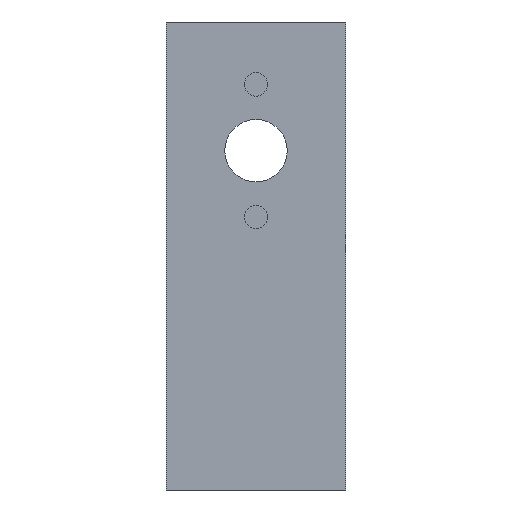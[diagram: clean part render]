
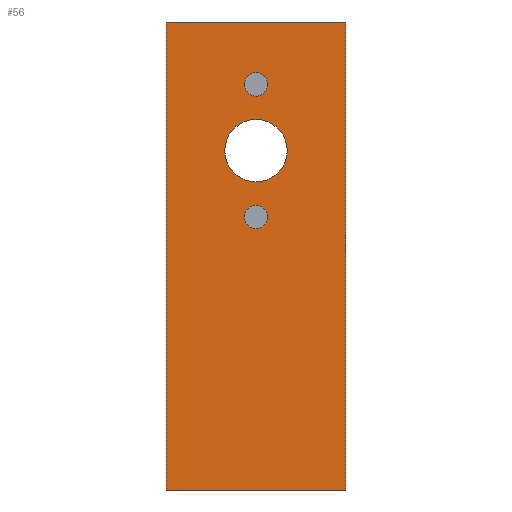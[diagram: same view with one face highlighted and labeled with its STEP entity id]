
A CAD part, left-side view. The second image highlights one B-rep face of the part: STEP entity #56.
In plain terms, the highlighted planar face has unit normal (-1, 0, 0).
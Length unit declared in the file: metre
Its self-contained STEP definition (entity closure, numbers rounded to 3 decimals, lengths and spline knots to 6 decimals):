
#56 = ADVANCED_FACE( '', ( #120, #121, #122, #123 ), #124, .T. );
#120 = FACE_BOUND( '', #205, .T. );
#121 = FACE_BOUND( '', #206, .T. );
#122 = FACE_BOUND( '', #207, .T. );
#123 = FACE_OUTER_BOUND( '', #208, .T. );
#124 = PLANE( '', #209 );
#205 = EDGE_LOOP( '', ( #318 ) );
#206 = EDGE_LOOP( '', ( #319 ) );
#207 = EDGE_LOOP( '', ( #320 ) );
#208 = EDGE_LOOP( '', ( #321, #322, #323, #324 ) );
#209 = AXIS2_PLACEMENT_3D( '', #325, #326, #327 );
#318 = ORIENTED_EDGE( '', *, *, #444, .F. );
#319 = ORIENTED_EDGE( '', *, *, #441, .F. );
#320 = ORIENTED_EDGE( '', *, *, #445, .F. );
#321 = ORIENTED_EDGE( '', *, *, #446, .F. );
#322 = ORIENTED_EDGE( '', *, *, #429, .F. );
#323 = ORIENTED_EDGE( '', *, *, #447, .T. );
#324 = ORIENTED_EDGE( '', *, *, #432, .T. );
#325 = CARTESIAN_POINT( '', ( -0.03, 0., 0.005 ) );
#326 = DIRECTION( '', ( -1., 0., 0. ) );
#327 = DIRECTION( '', ( 0., 0., 1. ) );
#429 = EDGE_CURVE( '', #499, #491, #501, .T. );
#432 = EDGE_CURVE( '', #505, #503, #506, .T. );
#441 = EDGE_CURVE( '', #520, #520, #521, .T. );
#444 = EDGE_CURVE( '', #525, #525, #526, .T. );
#445 = EDGE_CURVE( '', #527, #527, #528, .T. );
#446 = EDGE_CURVE( '', #491, #503, #529, .T. );
#447 = EDGE_CURVE( '', #499, #505, #530, .T. );
#491 = VERTEX_POINT( '', #588 );
#499 = VERTEX_POINT( '', #600 );
#501 = LINE( '', #603, #604 );
#503 = VERTEX_POINT( '', #606 );
#505 = VERTEX_POINT( '', #609 );
#506 = LINE( '', #610, #611 );
#520 = VERTEX_POINT( '', #629 );
#521 = CIRCLE( '', #630, 0.0015 );
#525 = VERTEX_POINT( '', #634 );
#526 = CIRCLE( '', #635, 0.0015 );
#527 = VERTEX_POINT( '', #636 );
#528 = CIRCLE( '', #637, 0.004 );
#529 = LINE( '', #638, #639 );
#530 = LINE( '', #640, #641 );
#588 = CARTESIAN_POINT( '', ( -0.03, -0.0115, 0. ) );
#600 = CARTESIAN_POINT( '', ( -0.03, -0.0115, 0.06 ) );
#603 = CARTESIAN_POINT( '', ( -0.03, -0.0115, 0.005 ) );
#604 = VECTOR( '', #693, 1. );
#606 = CARTESIAN_POINT( '', ( -0.03, 0.0115, 0. ) );
#609 = CARTESIAN_POINT( '', ( -0.03, 0.0115, 0.06 ) );
#610 = CARTESIAN_POINT( '', ( -0.03, 0.0115, 0.005 ) );
#611 = VECTOR( '', #695, 1. );
#629 = CARTESIAN_POINT( '', ( -0.03, 0., 0.0365 ) );
#630 = AXIS2_PLACEMENT_3D( '', #706, #707, #708 );
#634 = CARTESIAN_POINT( '', ( -0.03, 0., 0.0535 ) );
#635 = AXIS2_PLACEMENT_3D( '', #712, #713, #714 );
#636 = CARTESIAN_POINT( '', ( -0.03, 0., 0.0475 ) );
#637 = AXIS2_PLACEMENT_3D( '', #715, #716, #717 );
#638 = CARTESIAN_POINT( '', ( -0.03, 0., 0. ) );
#639 = VECTOR( '', #718, 1. );
#640 = CARTESIAN_POINT( '', ( -0.03, 0., 0.06 ) );
#641 = VECTOR( '', #719, 1. );
#693 = DIRECTION( '', ( 0., 0., -1. ) );
#695 = DIRECTION( '', ( 0., 0., -1. ) );
#706 = CARTESIAN_POINT( '', ( -0.03, 0., 0.035 ) );
#707 = DIRECTION( '', ( -1., 0., 0. ) );
#708 = DIRECTION( '', ( 0., 0., 1. ) );
#712 = CARTESIAN_POINT( '', ( -0.03, 0., 0.052 ) );
#713 = DIRECTION( '', ( -1., 0., 0. ) );
#714 = DIRECTION( '', ( 0., 0., 1. ) );
#715 = CARTESIAN_POINT( '', ( -0.03, 0., 0.0435 ) );
#716 = DIRECTION( '', ( -1., 0., 0. ) );
#717 = DIRECTION( '', ( 0., 0., 1. ) );
#718 = DIRECTION( '', ( 0., 1., 0. ) );
#719 = DIRECTION( '', ( 0., 1., 0. ) );
